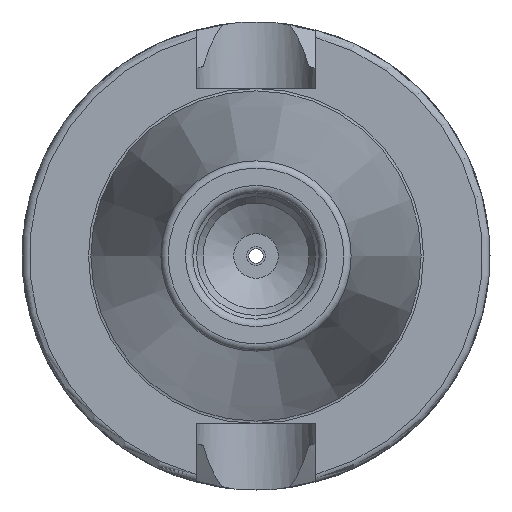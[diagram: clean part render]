
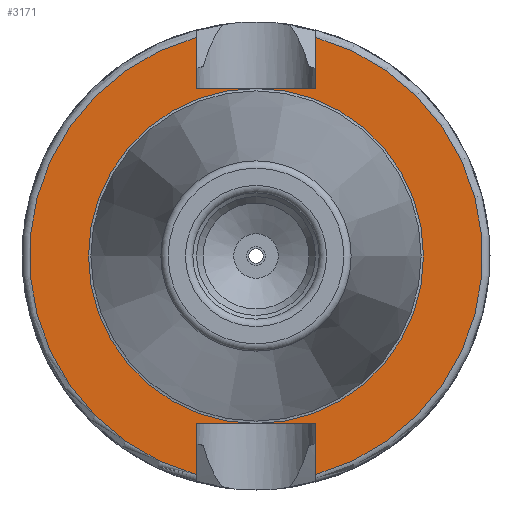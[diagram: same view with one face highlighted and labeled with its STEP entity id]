
A CAD part, left-side view. The second image highlights one B-rep face of the part: STEP entity #3171.
In plain terms, the highlighted planar face has unit normal (-1, 0, 0).
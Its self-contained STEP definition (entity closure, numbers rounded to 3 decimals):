
#174=CARTESIAN_POINT('',(2.,8.05,-22.6));
#175=VERTEX_POINT('',#174);
#182=CARTESIAN_POINT('',(2.0,8.05,-29.418));
#183=VERTEX_POINT('',#182);
#184=CARTESIAN_POINT('',(2.,8.05,-29.418));
#185=DIRECTION('',(0.0,0.0,1.0));
#186=VECTOR('',#185,6.818);
#187=LINE('',#184,#186);
#188=EDGE_CURVE('',#183,#175,#187,.T.);
#265=CARTESIAN_POINT('',(2.0,-8.05,-29.418));
#266=VERTEX_POINT('',#265);
#280=CARTESIAN_POINT('',(2.,-8.05,-22.6));
#281=VERTEX_POINT('',#280);
#282=CARTESIAN_POINT('',(2.,-8.05,-22.6));
#283=DIRECTION('',(0.0,0.0,-1.0));
#284=VECTOR('',#283,6.818);
#285=LINE('',#282,#284);
#286=EDGE_CURVE('',#281,#266,#285,.T.);
#303=CARTESIAN_POINT('',(2.,8.05,-22.6));
#304=DIRECTION('',(0.0,-1.0,0.0));
#305=VECTOR('',#304,16.1);
#306=LINE('',#303,#305);
#307=EDGE_CURVE('',#175,#281,#306,.T.);
#522=CARTESIAN_POINT('',(2.0,8.05,29.418));
#523=VERTEX_POINT('',#522);
#524=CARTESIAN_POINT('',(2.0,0.0,0.0));
#525=DIRECTION('',(1.0,0.0,0.0));
#526=DIRECTION('',(0.0,1.0,0.0));
#527=AXIS2_PLACEMENT_3D('',#524,#525,#526);
#528=CIRCLE('',#527,30.5);
#529=EDGE_CURVE('',#183,#523,#528,.T.);
#1616=CARTESIAN_POINT('',(2.,-8.05,22.6));
#1617=VERTEX_POINT('',#1616);
#1624=CARTESIAN_POINT('',(2.0,-8.05,29.418));
#1625=VERTEX_POINT('',#1624);
#1626=CARTESIAN_POINT('',(2.,-8.05,29.418));
#1627=DIRECTION('',(0.0,0.0,-1.0));
#1628=VECTOR('',#1627,6.818);
#1629=LINE('',#1626,#1628);
#1630=EDGE_CURVE('',#1625,#1617,#1629,.T.);
#1680=CARTESIAN_POINT('',(2.,8.05,22.6));
#1681=VERTEX_POINT('',#1680);
#1682=CARTESIAN_POINT('',(2.,8.05,22.6));
#1683=DIRECTION('',(0.0,0.0,1.0));
#1684=VECTOR('',#1683,6.818);
#1685=LINE('',#1682,#1684);
#1686=EDGE_CURVE('',#1681,#523,#1685,.T.);
#1703=CARTESIAN_POINT('',(2.,-8.05,22.6));
#1704=DIRECTION('',(0.0,1.0,0.0));
#1705=VECTOR('',#1704,16.1);
#1706=LINE('',#1703,#1705);
#1707=EDGE_CURVE('',#1617,#1681,#1706,.T.);
#3132=CARTESIAN_POINT('',(2.,22.55,0.0));
#3133=VERTEX_POINT('',#3132);
#3134=CARTESIAN_POINT('',(2.,0.0,0.0));
#3135=DIRECTION('',(1.0,0.0,0.0));
#3136=DIRECTION('',(0.0,1.0,0.0));
#3137=AXIS2_PLACEMENT_3D('',#3134,#3135,#3136);
#3138=CIRCLE('',#3137,22.55);
#3139=EDGE_CURVE('',#3133,#3133,#3138,.T.);
#3147=CARTESIAN_POINT('',(2.,26.525,0.0));
#3148=DIRECTION('',(-1.0,0.0,0.0));
#3149=DIRECTION('',(0.0,0.0,1.0));
#3150=AXIS2_PLACEMENT_3D('',#3147,#3148,#3149);
#3151=PLANE('',#3150);
#3152=ORIENTED_EDGE('',*,*,#286,.T.);
#3153=CARTESIAN_POINT('',(2.0,0.0,0.0));
#3154=DIRECTION('',(1.0,0.0,0.0));
#3155=DIRECTION('',(0.0,1.0,0.0));
#3156=AXIS2_PLACEMENT_3D('',#3153,#3154,#3155);
#3157=CIRCLE('',#3156,30.5);
#3158=EDGE_CURVE('',#1625,#266,#3157,.T.);
#3159=ORIENTED_EDGE('',*,*,#3158,.F.);
#3160=ORIENTED_EDGE('',*,*,#1630,.T.);
#3161=ORIENTED_EDGE('',*,*,#1707,.T.);
#3162=ORIENTED_EDGE('',*,*,#1686,.T.);
#3163=ORIENTED_EDGE('',*,*,#529,.F.);
#3164=ORIENTED_EDGE('',*,*,#188,.T.);
#3165=ORIENTED_EDGE('',*,*,#307,.T.);
#3166=EDGE_LOOP('',(#3152,#3159,#3160,#3161,#3162,#3163,#3164,#3165));
#3167=FACE_OUTER_BOUND('',#3166,.T.);
#3168=ORIENTED_EDGE('',*,*,#3139,.T.);
#3169=EDGE_LOOP('',(#3168));
#3170=FACE_BOUND('',#3169,.T.);
#3171=ADVANCED_FACE('',(#3167,#3170),#3151,.T.);
